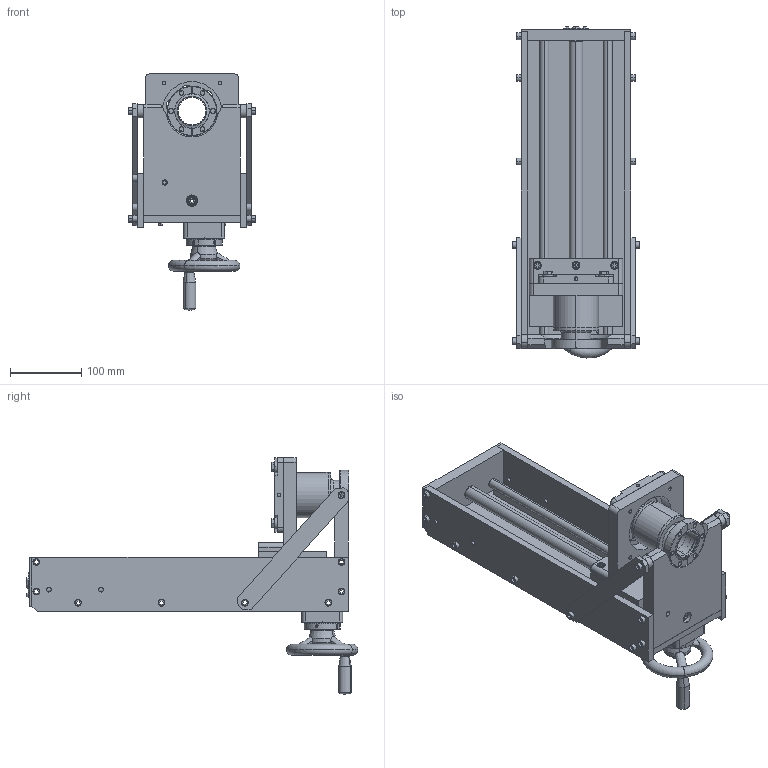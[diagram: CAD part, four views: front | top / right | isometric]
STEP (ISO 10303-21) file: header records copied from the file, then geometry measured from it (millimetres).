
FILE_DESCRIPTION (( 'STEP AP214' ), '1' );
FILE_NAME ('ZA1212-M, TOP TAPPED 275, BOTTOM THRU 275b.STEP', '2023-12-20T16:53:20', ( 'Setup User' ), ( '' ), 'SwSTEP 2.0', 'SolidWorks 2022', '' );
FILE_SCHEMA (( 'AUTOMOTIVE_DESIGN' ));
Length unit declared in the file: inch
Products named in the file (1): ZA1212-M, TOP TAPPED 275, BOTTOM THRU 275b
Bounding box: 179.07 x 464.62 x 330.76 mm (x, y, z)
Surface area: 626200.5 mm2 (no closed solid volume)
Topology: 0 solids, 95 shells, 828 faces, 2958 edges, 2185 vertices
Faces by surface type: plane 412, cylinder 294, cone 100, torus 10, bspline 9, sphere 3
Entity records: 47387 total; most frequent: CARTESIAN_POINT 11086, DIRECTION 5433, ORIENTED_EDGE 4592, EDGE_CURVE 2955, VERTEX_POINT 2183, AXIS2_PLACEMENT_3D 1919, LINE 1595, VECTOR 1595
